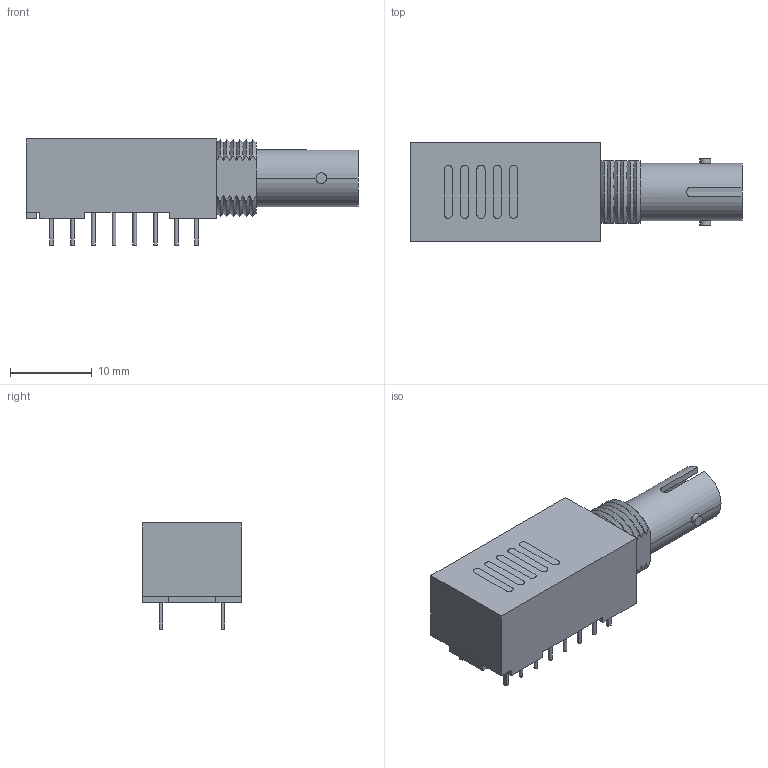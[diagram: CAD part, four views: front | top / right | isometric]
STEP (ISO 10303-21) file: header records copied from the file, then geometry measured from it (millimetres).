
FILE_DESCRIPTION((''),'2;1');
FILE_NAME('HFBR-x119TZ.stp','2011-11-18T15:53:00',(''),(''),'Mechanical Desktop 2011','Mechanical Desktop 2011',', , ');
FILE_SCHEMA(('AUTOMOTIVE_DESIGN { 1 2 10303 214 1 1 1 1 }'));
Length unit declared in the file: millimetre
Products named in the file (1): Product
Bounding box: 40.7 x 12.19 x 13 mm (x, y, z)
Volume: 3103.6 mm3; surface area: 2603 mm2
Topology: 27 solids, 27 shells, 207 faces, 447 edges, 299 vertices
Faces by surface type: plane 114, cylinder 59, cone 24, bspline 10
Entity records: 5721 total; most frequent: CARTESIAN_POINT 1185, DIRECTION 922, ORIENTED_EDGE 894, EDGE_CURVE 447, AXIS2_PLACEMENT_3D 334, VERTEX_POINT 299, VECTOR 254, LINE 254
